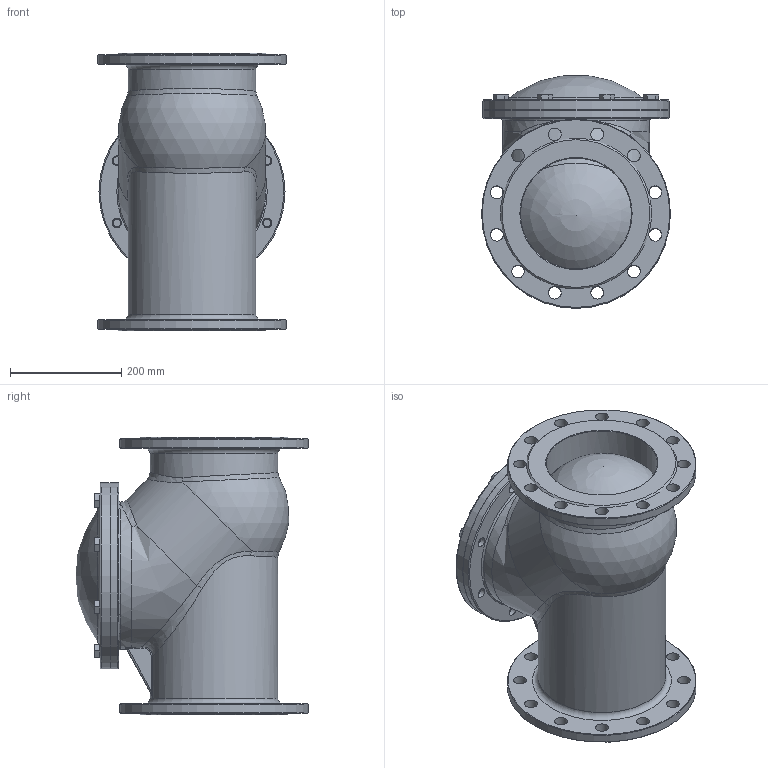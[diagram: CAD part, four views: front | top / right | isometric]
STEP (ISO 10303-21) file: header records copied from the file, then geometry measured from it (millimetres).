
FILE_DESCRIPTION(/* description */ (''),/* implementation_level */ '2;1');
FILE_NAME(/* name */ 'DN200_3D_STEP.stp',/* time_stamp */ '2025-09-29T00:42:00+03:00',/* author */ ('igorr'),/* organization */ (''),/* preprocessor_version */ 'ST-DEVELOPER v20',/* originating_system */ 'Autodesk Inventor 2025',/* authorisation */ '');
FILE_SCHEMA (('AUTOMOTIVE_DESIGN { 1 0 10303 214 3 1 1 }'));
Length unit declared in the file: millimetre
Products named in the file (3): Сборка1; Деталь1; AS 1110 - M16 x 25
Assembly tree (9 placements, depth 2):
  Сборка1
    Деталь1
    AS 1110 - M16 x 25  x8
Bounding box: 340 x 418.78 x 500 mm (x, y, z)
Volume: 25580176.7 mm3; surface area: 1125281.6 mm2
Topology: 9 solids, 9 shells, 375 faces, 930 edges, 571 vertices
Faces by surface type: plane 173, cylinder 76, cone 64, bspline 50, torus 8, sphere 4
Full cylindrical faces by diameter (mm): 16 x8, 17 x16, 23 x24, 24 x8, 200 x2, 230 x2, 265 x1, 335 x2, 340 x2
Entity records: 8758 total; most frequent: CARTESIAN_POINT 3349, ORIENTED_EDGE 1140, DIRECTION 976, EDGE_CURVE 570, AXIS2_PLACEMENT_3D 410, VERTEX_POINT 361, EDGE_LOOP 281, CIRCLE 226
